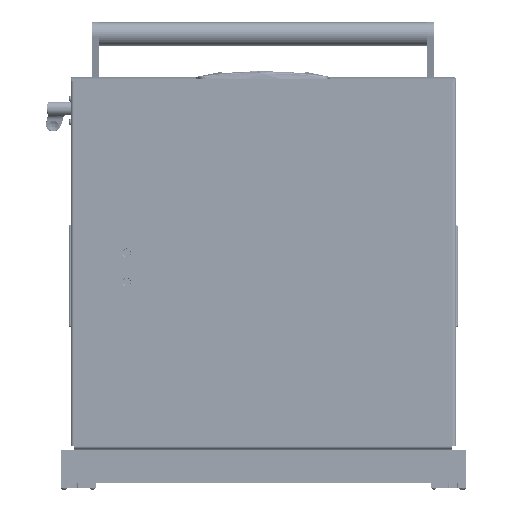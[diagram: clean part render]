
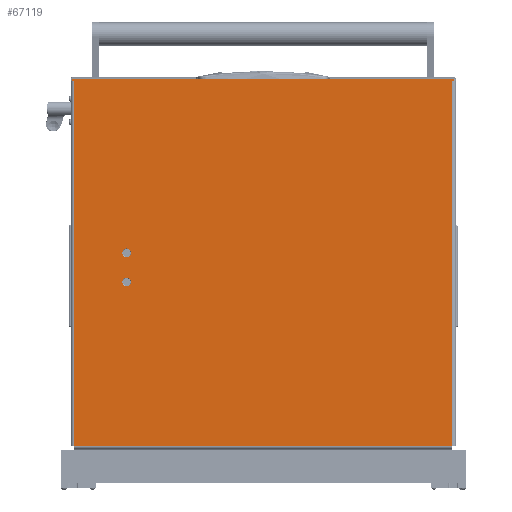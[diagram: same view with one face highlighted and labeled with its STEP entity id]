
A CAD part, front view. The second image highlights one B-rep face of the part: STEP entity #67119.
In plain terms, the highlighted face is planar.
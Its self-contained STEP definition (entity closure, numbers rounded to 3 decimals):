
#926 = EDGE_CURVE ( 'NONE', #58866, #59136, #37538, .T. ) ;
#1489 = CARTESIAN_POINT ( 'NONE',  ( 0., -2., 0. ) ) ;
#2523 = EDGE_CURVE ( 'NONE', #114704, #59136, #40648, .T. ) ;
#5289 = FACE_OUTER_BOUND ( 'NONE', #109355, .T. ) ;
#6202 = ORIENTED_EDGE ( 'NONE', *, *, #92396, .F. ) ;
#7252 = CARTESIAN_POINT ( 'NONE',  ( 205., 389., 0. ) ) ;
#8721 = DIRECTION ( 'NONE',  ( -1., 0., 0. ) ) ;
#9643 = DIRECTION ( 'NONE',  ( -1., 0., 0. ) ) ;
#12377 = VERTEX_POINT ( 'NONE', #15540 ) ;
#12568 = DIRECTION ( 'NONE',  ( 0., 0., -1. ) ) ;
#14770 = PLANE ( 'NONE',  #15735 ) ;
#15540 = CARTESIAN_POINT ( 'NONE',  ( 245.2, 389., 0. ) ) ;
#15735 = AXIS2_PLACEMENT_3D ( 'NONE', #68326, #121806, #67849 ) ;
#16653 = AXIS2_PLACEMENT_3D ( 'NONE', #7252, #28655, #17982 ) ;
#17982 = DIRECTION ( 'NONE',  ( -1., 0., 0. ) ) ;
#18724 = DIRECTION ( 'NONE',  ( 0., 1., 0. ) ) ;
#21986 = CARTESIAN_POINT ( 'NONE',  ( 0., -2., 0. ) ) ;
#27722 = CARTESIAN_POINT ( 'NONE',  ( 0., 0., 0. ) ) ;
#28524 = VERTEX_POINT ( 'NONE', #21986 ) ;
#28655 = DIRECTION ( 'NONE',  ( 0., 0., -1. ) ) ;
#29932 = CARTESIAN_POINT ( 'NONE',  ( 0., 0., 0. ) ) ;
#30678 = CARTESIAN_POINT ( 'NONE',  ( -2., -4., 0. ) ) ;
#31979 = LINE ( 'NONE', #27722, #35321 ) ;
#33942 = CARTESIAN_POINT ( 'NONE',  ( 205., 389., 0. ) ) ;
#35321 = VECTOR ( 'NONE', #70598, 1000. ) ;
#35683 = CARTESIAN_POINT ( 'NONE',  ( 0., 454., 0. ) ) ;
#35769 = ORIENTED_EDGE ( 'NONE', *, *, #2523, .F. ) ;
#35924 = VECTOR ( 'NONE', #123505, 1000. ) ;
#36770 = VERTEX_POINT ( 'NONE', #40663 ) ;
#37001 = FACE_BOUND ( 'NONE', #108697, .T. ) ;
#37261 = EDGE_CURVE ( 'NONE', #48376, #101934, #31979, .T. ) ;
#37538 = LINE ( 'NONE', #62790, #92604 ) ;
#38978 = DIRECTION ( 'NONE',  ( 0., 1., 0. ) ) ;
#39068 = CARTESIAN_POINT ( 'NONE',  ( 240., 389., 0. ) ) ;
#40648 = LINE ( 'NONE', #61074, #52207 ) ;
#40663 = CARTESIAN_POINT ( 'NONE',  ( -2., -2., 0. ) ) ;
#44755 = CARTESIAN_POINT ( 'NONE',  ( 210.2, 389., 0. ) ) ;
#45047 = ORIENTED_EDGE ( 'NONE', *, *, #37261, .F. ) ;
#45539 = AXIS2_PLACEMENT_3D ( 'NONE', #33942, #12568, #75909 ) ;
#46235 = EDGE_CURVE ( 'NONE', #124944, #120490, #112100, .T. ) ;
#48376 = VERTEX_POINT ( 'NONE', #29932 ) ;
#52207 = VECTOR ( 'NONE', #18724, 1000. ) ;
#52249 = VECTOR ( 'NONE', #38978, 1000. ) ;
#53358 = LINE ( 'NONE', #30678, #61669 ) ;
#55238 = FACE_BOUND ( 'NONE', #103091, .T. ) ;
#58053 = CIRCLE ( 'NONE', #121460, 5.2 ) ;
#58799 = CIRCLE ( 'NONE', #67895, 5.2 ) ;
#58866 = VERTEX_POINT ( 'NONE', #96959 ) ;
#59136 = VERTEX_POINT ( 'NONE', #35683 ) ;
#59851 = CARTESIAN_POINT ( 'NONE',  ( 234.8, 389., 0. ) ) ;
#59854 = CARTESIAN_POINT ( 'NONE',  ( 0., -4., 0. ) ) ;
#60828 = VERTEX_POINT ( 'NONE', #97645 ) ;
#61042 = DIRECTION ( 'NONE',  ( 0., 1., 0. ) ) ;
#61074 = CARTESIAN_POINT ( 'NONE',  ( 0., -4., 0. ) ) ;
#61669 = VECTOR ( 'NONE', #61042, 1000. ) ;
#61942 = CARTESIAN_POINT ( 'NONE',  ( 436., 0., 0. ) ) ;
#62790 = CARTESIAN_POINT ( 'NONE',  ( 0., 454., 0. ) ) ;
#63187 = CARTESIAN_POINT ( 'NONE',  ( 240., 389., 0. ) ) ;
#63626 = DIRECTION ( 'NONE',  ( 0., 0., -1. ) ) ;
#67119 = ADVANCED_FACE ( 'NONE', ( #55238, #37001, #5289 ), #14770, .T. ) ;
#67849 = DIRECTION ( 'NONE',  ( -1., 0., 0. ) ) ;
#67895 = AXIS2_PLACEMENT_3D ( 'NONE', #39068, #123737, #93492 ) ;
#68131 = ORIENTED_EDGE ( 'NONE', *, *, #89414, .F. ) ;
#68326 = CARTESIAN_POINT ( 'NONE',  ( 0., 452., 0. ) ) ;
#70598 = DIRECTION ( 'NONE',  ( 1., 0., 0. ) ) ;
#72344 = VECTOR ( 'NONE', #8721, 1000. ) ;
#75909 = DIRECTION ( 'NONE',  ( -1., 0., 0. ) ) ;
#77296 = LINE ( 'NONE', #59854, #52249 ) ;
#77609 = LINE ( 'NONE', #81199, #35924 ) ;
#79563 = CIRCLE ( 'NONE', #16653, 5.2 ) ;
#81199 = CARTESIAN_POINT ( 'NONE',  ( 436., 452., 0. ) ) ;
#81402 = ORIENTED_EDGE ( 'NONE', *, *, #104149, .F. ) ;
#82301 = ORIENTED_EDGE ( 'NONE', *, *, #119544, .F. ) ;
#82677 = ORIENTED_EDGE ( 'NONE', *, *, #46235, .F. ) ;
#82847 = CARTESIAN_POINT ( 'NONE',  ( 199.8, 389., 0. ) ) ;
#83717 = CARTESIAN_POINT ( 'NONE',  ( 0., 452., 0. ) ) ;
#86309 = DIRECTION ( 'NONE',  ( -1., 0., 0. ) ) ;
#89414 = EDGE_CURVE ( 'NONE', #119420, #12377, #58053, .T. ) ;
#92396 = EDGE_CURVE ( 'NONE', #60828, #114704, #100621, .T. ) ;
#92604 = VECTOR ( 'NONE', #115420, 1000. ) ;
#93492 = DIRECTION ( 'NONE',  ( -1., 0., 0. ) ) ;
#96634 = EDGE_CURVE ( 'NONE', #36770, #58866, #53358, .T. ) ;
#96959 = CARTESIAN_POINT ( 'NONE',  ( -2., 454., 0. ) ) ;
#97645 = CARTESIAN_POINT ( 'NONE',  ( 436., 452., 0. ) ) ;
#100075 = EDGE_CURVE ( 'NONE', #28524, #48376, #77296, .T. ) ;
#100621 = LINE ( 'NONE', #83717, #72344 ) ;
#101934 = VERTEX_POINT ( 'NONE', #61942 ) ;
#103091 = EDGE_LOOP ( 'NONE', ( #82301, #82677 ) ) ;
#104149 = EDGE_CURVE ( 'NONE', #12377, #119420, #58799, .T. ) ;
#108697 = EDGE_LOOP ( 'NONE', ( #68131, #81402 ) ) ;
#109355 = EDGE_LOOP ( 'NONE', ( #129907, #124491, #120617, #134276, #35769, #6202, #110818, #45047 ) ) ;
#110818 = ORIENTED_EDGE ( 'NONE', *, *, #130229, .T. ) ;
#112100 = CIRCLE ( 'NONE', #45539, 5.2 ) ;
#114704 = VERTEX_POINT ( 'NONE', #137372 ) ;
#115420 = DIRECTION ( 'NONE',  ( 1., 0., 0. ) ) ;
#115452 = VECTOR ( 'NONE', #86309, 1000. ) ;
#119420 = VERTEX_POINT ( 'NONE', #59851 ) ;
#119544 = EDGE_CURVE ( 'NONE', #120490, #124944, #79563, .T. ) ;
#120490 = VERTEX_POINT ( 'NONE', #82847 ) ;
#120617 = ORIENTED_EDGE ( 'NONE', *, *, #96634, .T. ) ;
#121460 = AXIS2_PLACEMENT_3D ( 'NONE', #63187, #63626, #9643 ) ;
#121806 = DIRECTION ( 'NONE',  ( 0., 0., -1. ) ) ;
#123505 = DIRECTION ( 'NONE',  ( 0., -1., 0. ) ) ;
#123737 = DIRECTION ( 'NONE',  ( 0., 0., -1. ) ) ;
#124491 = ORIENTED_EDGE ( 'NONE', *, *, #134905, .T. ) ;
#124944 = VERTEX_POINT ( 'NONE', #44755 ) ;
#128721 = LINE ( 'NONE', #1489, #115452 ) ;
#129907 = ORIENTED_EDGE ( 'NONE', *, *, #100075, .F. ) ;
#130229 = EDGE_CURVE ( 'NONE', #60828, #101934, #77609, .T. ) ;
#134276 = ORIENTED_EDGE ( 'NONE', *, *, #926, .T. ) ;
#134905 = EDGE_CURVE ( 'NONE', #28524, #36770, #128721, .T. ) ;
#137372 = CARTESIAN_POINT ( 'NONE',  ( 0., 452., 0. ) ) ;
